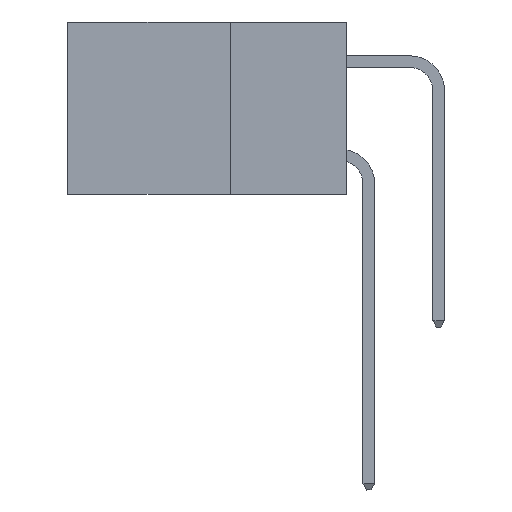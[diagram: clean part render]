
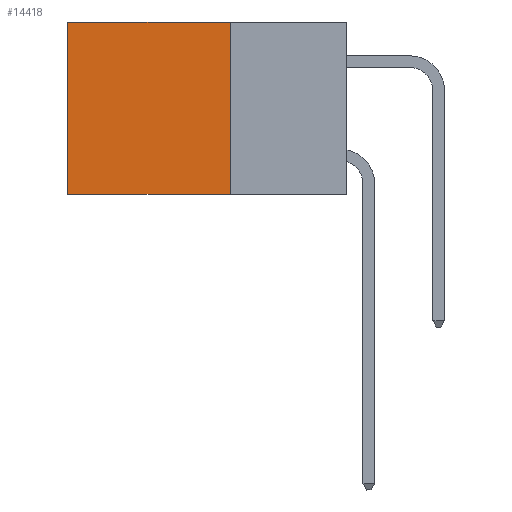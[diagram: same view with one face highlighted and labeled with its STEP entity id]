
A CAD part, left-side view. The second image highlights one B-rep face of the part: STEP entity #14418.
In plain terms, the highlighted planar face has unit normal (-1, 0, 0).
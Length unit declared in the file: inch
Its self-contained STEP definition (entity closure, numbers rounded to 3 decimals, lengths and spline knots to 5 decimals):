
#549 = LINE ( 'NONE', #4944, #18525 ) ;
#819 = DIRECTION ( 'NONE',  ( 0., 0., -1. ) ) ;
#1259 = AXIS2_PLACEMENT_3D ( 'NONE', #27754, #4647, #4798 ) ;
#1726 = EDGE_CURVE ( 'NONE', #14212, #29420, #10512, .T. ) ;
#2049 = VERTEX_POINT ( 'NONE', #21362 ) ;
#3023 = CARTESIAN_POINT ( 'NONE',  ( 0.2875, 0.25, 0. ) ) ;
#3425 = CARTESIAN_POINT ( 'NONE',  ( 0.2875, 0.25, 0. ) ) ;
#4647 = DIRECTION ( 'NONE',  ( 1., 0., 0. ) ) ;
#4718 = EDGE_CURVE ( 'NONE', #14212, #24309, #13993, .T. ) ;
#4798 = DIRECTION ( 'NONE',  ( 0., 0., -1. ) ) ;
#4827 = EDGE_CURVE ( 'NONE', #29420, #2049, #549, .T. ) ;
#4944 = CARTESIAN_POINT ( 'NONE',  ( 0.2875, 0.25, -0.37 ) ) ;
#6252 = ORIENTED_EDGE ( 'NONE', *, *, #4827, .F. ) ;
#7222 = ORIENTED_EDGE ( 'NONE', *, *, #15038, .T. ) ;
#9488 = VECTOR ( 'NONE', #819, 39.37008 ) ;
#9597 = LINE ( 'NONE', #11864, #9488 ) ;
#10512 = LINE ( 'NONE', #3425, #16049 ) ;
#11864 = CARTESIAN_POINT ( 'NONE',  ( 0.2875, 0.6, 0. ) ) ;
#13993 = LINE ( 'NONE', #16408, #29674 ) ;
#14212 = VERTEX_POINT ( 'NONE', #3023 ) ;
#14418 = ADVANCED_FACE ( 'NONE', ( #25481 ), #18229, .F. ) ;
#15038 = EDGE_CURVE ( 'NONE', #24309, #2049, #9597, .T. ) ;
#15467 = CARTESIAN_POINT ( 'NONE',  ( 0.2875, 0.6, 0. ) ) ;
#16049 = VECTOR ( 'NONE', #21694, 39.37008 ) ;
#16408 = CARTESIAN_POINT ( 'NONE',  ( 0.2875, 0.25, 0. ) ) ;
#16713 = DIRECTION ( 'NONE',  ( 0., 1., 0. ) ) ;
#18229 = PLANE ( 'NONE',  #1259 ) ;
#18525 = VECTOR ( 'NONE', #16713, 39.37008 ) ;
#19170 = EDGE_LOOP ( 'NONE', ( #7222, #6252, #27778, #23967 ) ) ;
#21247 = DIRECTION ( 'NONE',  ( 0., 1., 0. ) ) ;
#21362 = CARTESIAN_POINT ( 'NONE',  ( 0.2875, 0.6, -0.37 ) ) ;
#21694 = DIRECTION ( 'NONE',  ( 0., 0., -1. ) ) ;
#23967 = ORIENTED_EDGE ( 'NONE', *, *, #4718, .T. ) ;
#24309 = VERTEX_POINT ( 'NONE', #15467 ) ;
#25481 = FACE_OUTER_BOUND ( 'NONE', #19170, .T. ) ;
#27754 = CARTESIAN_POINT ( 'NONE',  ( 0.2875, 0.25, 0. ) ) ;
#27778 = ORIENTED_EDGE ( 'NONE', *, *, #1726, .F. ) ;
#29145 = CARTESIAN_POINT ( 'NONE',  ( 0.2875, 0.25, -0.37 ) ) ;
#29420 = VERTEX_POINT ( 'NONE', #29145 ) ;
#29674 = VECTOR ( 'NONE', #21247, 39.37008 ) ;
